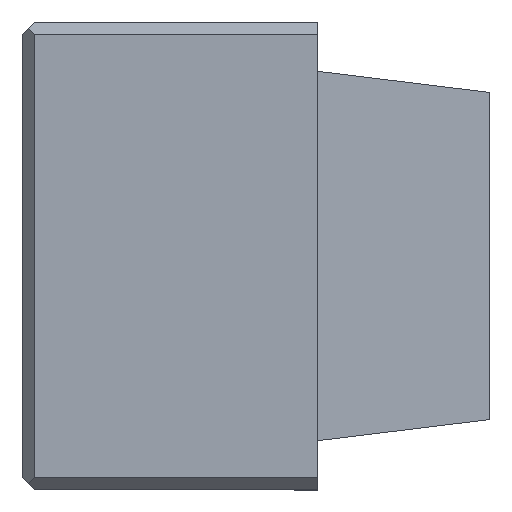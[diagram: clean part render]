
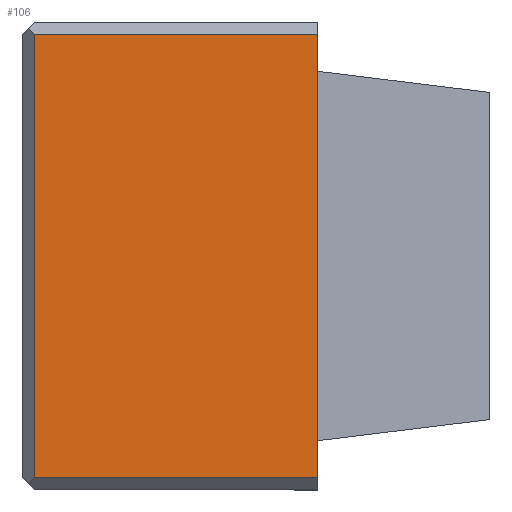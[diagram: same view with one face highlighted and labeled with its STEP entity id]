
A CAD part, left-side view. The second image highlights one B-rep face of the part: STEP entity #106.
In plain terms, the highlighted planar face has unit normal (-1, 0, 0).
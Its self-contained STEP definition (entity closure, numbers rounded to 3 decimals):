
#106=ADVANCED_FACE('',(#166),#130,.T.);
#130=PLANE('',#521);
#166=FACE_OUTER_BOUND('',#191,.T.);
#191=EDGE_LOOP('',(#236,#237,#238,#239));
#236=ORIENTED_EDGE('',*,*,#383,.T.);
#237=ORIENTED_EDGE('',*,*,#384,.T.);
#238=ORIENTED_EDGE('',*,*,#373,.F.);
#239=ORIENTED_EDGE('',*,*,#385,.T.);
#333=VERTEX_POINT('',#671);
#334=VERTEX_POINT('',#673);
#342=VERTEX_POINT('',#693);
#343=VERTEX_POINT('',#694);
#373=EDGE_CURVE('',#333,#334,#427,.T.);
#383=EDGE_CURVE('',#342,#343,#436,.T.);
#384=EDGE_CURVE('',#343,#334,#437,.T.);
#385=EDGE_CURVE('',#333,#342,#438,.T.);
#427=LINE('',#672,#475);
#436=LINE('',#692,#484);
#437=LINE('',#695,#485);
#438=LINE('',#696,#486);
#475=VECTOR('',#556,1.);
#484=VECTOR('',#571,1.);
#485=VECTOR('',#572,1.);
#486=VECTOR('',#573,1.);
#521=AXIS2_PLACEMENT_3D('',#697,#574,#575);
#556=DIRECTION('',(0.,0.,-1.));
#571=DIRECTION('',(0.,0.,-1.));
#572=DIRECTION('',(0.,-1.,0.));
#573=DIRECTION('',(0.,1.,0.));
#574=DIRECTION('',(-1.,0.,0.));
#575=DIRECTION('',(0.,0.,1.));
#671=CARTESIAN_POINT('',(123.5,105.5,9.));
#672=CARTESIAN_POINT('',(123.5,105.5,9.5));
#673=CARTESIAN_POINT('',(123.5,105.5,-9.));
#692=CARTESIAN_POINT('',(123.5,117.,9.5));
#693=CARTESIAN_POINT('',(123.5,117.,9.));
#694=CARTESIAN_POINT('',(123.5,117.,-9.));
#695=CARTESIAN_POINT('',(123.5,105.5,-9.));
#696=CARTESIAN_POINT('',(123.5,117.,9.));
#697=CARTESIAN_POINT('',(123.5,105.5,9.5));
